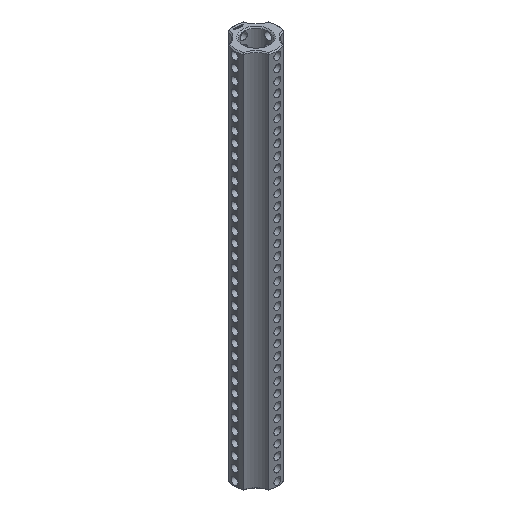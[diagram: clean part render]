
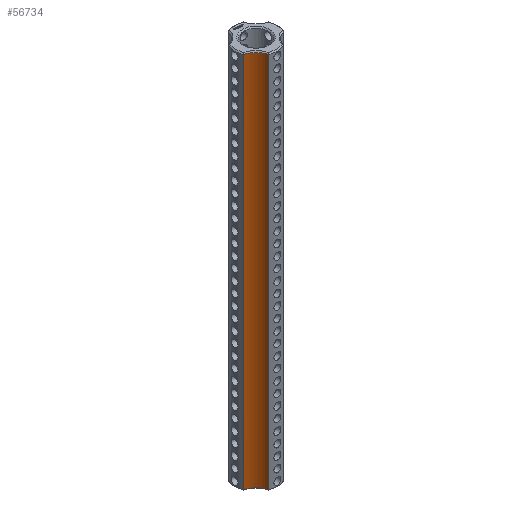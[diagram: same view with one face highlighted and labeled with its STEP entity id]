
A CAD part, isometric view. The second image highlights one B-rep face of the part: STEP entity #56734.
In plain terms, the highlighted cylindrical face has radius 5 mm (diameter 10 mm), a partial arc.
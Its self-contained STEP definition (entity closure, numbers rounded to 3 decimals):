
#7574 = CYLINDRICAL_SURFACE('',#7575,6.25);
#7575 = AXIS2_PLACEMENT_3D('',#7576,#7577,#7578);
#7576 = CARTESIAN_POINT('',(0.,0.,0.));
#7577 = DIRECTION('',(-0.,-0.,-1.));
#7578 = DIRECTION('',(1.,0.,0.));
#16135 = EDGE_CURVE('',#16136,#16138,#16140,.T.);
#16136 = VERTEX_POINT('',#16137);
#16137 = CARTESIAN_POINT('',(-2.225,-5.841,0.3));
#16138 = VERTEX_POINT('',#16139);
#16139 = CARTESIAN_POINT('',(-2.225,-5.841,109.075));
#16140 = SURFACE_CURVE('',#16141,(#16145,#16152),.PCURVE_S1.);
#16141 = LINE('',#16142,#16143);
#16142 = CARTESIAN_POINT('',(-2.225,-5.841,0.));
#16143 = VECTOR('',#16144,1.);
#16144 = DIRECTION('',(0.,0.,1.));
#16145 = PCURVE('',#7574,#16146);
#16146 = DEFINITIONAL_REPRESENTATION('',(#16147),#16151);
#16147 = LINE('',#16148,#16149);
#16148 = CARTESIAN_POINT('',(-4.348,0.));
#16149 = VECTOR('',#16150,1.);
#16150 = DIRECTION('',(-0.,-1.));
#16151 = ( GEOMETRIC_REPRESENTATION_CONTEXT(2) 
PARAMETRIC_REPRESENTATION_CONTEXT() REPRESENTATION_CONTEXT('2D SPACE',''
  ) );
#16152 = PCURVE('',#16153,#16158);
#16153 = CYLINDRICAL_SURFACE('',#16154,5.);
#16154 = AXIS2_PLACEMENT_3D('',#16155,#16156,#16157);
#16155 = CARTESIAN_POINT('',(-7.071,-7.071,0.));
#16156 = DIRECTION('',(-0.,-0.,-1.));
#16157 = DIRECTION('',(1.,0.,0.));
#16158 = DEFINITIONAL_REPRESENTATION('',(#16159),#16163);
#16159 = LINE('',#16160,#16161);
#16160 = CARTESIAN_POINT('',(-0.249,0.));
#16161 = VECTOR('',#16162,1.);
#16162 = DIRECTION('',(-0.,-1.));
#16163 = ( GEOMETRIC_REPRESENTATION_CONTEXT(2) 
PARAMETRIC_REPRESENTATION_CONTEXT() REPRESENTATION_CONTEXT('2D SPACE',''
  ) );
#22159 = CONICAL_SURFACE('',#22160,5.,0.785);
#22160 = AXIS2_PLACEMENT_3D('',#22161,#22162,#22163);
#22161 = CARTESIAN_POINT('',(-7.071,-7.071,0.3));
#22162 = DIRECTION('',(-0.,-0.,-1.));
#22163 = DIRECTION('',(0.969,0.246,0.));
#22391 = CONICAL_SURFACE('',#22392,5.,0.785);
#22392 = AXIS2_PLACEMENT_3D('',#22393,#22394,#22395);
#22393 = CARTESIAN_POINT('',(-7.071,-7.071,109.075));
#22394 = DIRECTION('',(0.,0.,1.));
#22395 = DIRECTION('',(0.969,0.246,0.));
#56734 = ADVANCED_FACE('',(#56735),#16153,.F.);
#56735 = FACE_BOUND('',#56736,.T.);
#56736 = EDGE_LOOP('',(#56737,#56738,#56762,#56790));
#56737 = ORIENTED_EDGE('',*,*,#16135,.T.);
#56738 = ORIENTED_EDGE('',*,*,#56739,.T.);
#56739 = EDGE_CURVE('',#16138,#56740,#56742,.T.);
#56740 = VERTEX_POINT('',#56741);
#56741 = CARTESIAN_POINT('',(-5.841,-2.225,109.075));
#56742 = SURFACE_CURVE('',#56743,(#56748,#56755),.PCURVE_S1.);
#56743 = CIRCLE('',#56744,5.);
#56744 = AXIS2_PLACEMENT_3D('',#56745,#56746,#56747);
#56745 = CARTESIAN_POINT('',(-7.071,-7.071,109.075));
#56746 = DIRECTION('',(0.,-0.,1.));
#56747 = DIRECTION('',(0.969,0.246,0.));
#56748 = PCURVE('',#16153,#56749);
#56749 = DEFINITIONAL_REPRESENTATION('',(#56750),#56754);
#56750 = LINE('',#56751,#56752);
#56751 = CARTESIAN_POINT('',(-0.249,-109.075));
#56752 = VECTOR('',#56753,1.);
#56753 = DIRECTION('',(-1.,0.));
#56754 = ( GEOMETRIC_REPRESENTATION_CONTEXT(2) 
PARAMETRIC_REPRESENTATION_CONTEXT() REPRESENTATION_CONTEXT('2D SPACE',''
  ) );
#56755 = PCURVE('',#22391,#56756);
#56756 = DEFINITIONAL_REPRESENTATION('',(#56757),#56761);
#56757 = LINE('',#56758,#56759);
#56758 = CARTESIAN_POINT('',(0.,0.));
#56759 = VECTOR('',#56760,1.);
#56760 = DIRECTION('',(1.,0.));
#56761 = ( GEOMETRIC_REPRESENTATION_CONTEXT(2) 
PARAMETRIC_REPRESENTATION_CONTEXT() REPRESENTATION_CONTEXT('2D SPACE',''
  ) );
#56762 = ORIENTED_EDGE('',*,*,#56763,.F.);
#56763 = EDGE_CURVE('',#56764,#56740,#56766,.T.);
#56764 = VERTEX_POINT('',#56765);
#56765 = CARTESIAN_POINT('',(-5.841,-2.225,0.3));
#56766 = SURFACE_CURVE('',#56767,(#56771,#56778),.PCURVE_S1.);
#56767 = LINE('',#56768,#56769);
#56768 = CARTESIAN_POINT('',(-5.841,-2.225,0.));
#56769 = VECTOR('',#56770,1.);
#56770 = DIRECTION('',(0.,0.,1.));
#56771 = PCURVE('',#16153,#56772);
#56772 = DEFINITIONAL_REPRESENTATION('',(#56773),#56777);
#56773 = LINE('',#56774,#56775);
#56774 = CARTESIAN_POINT('',(-1.322,0.));
#56775 = VECTOR('',#56776,1.);
#56776 = DIRECTION('',(-0.,-1.));
#56777 = ( GEOMETRIC_REPRESENTATION_CONTEXT(2) 
PARAMETRIC_REPRESENTATION_CONTEXT() REPRESENTATION_CONTEXT('2D SPACE',''
  ) );
#56778 = PCURVE('',#56779,#56784);
#56779 = CYLINDRICAL_SURFACE('',#56780,6.25);
#56780 = AXIS2_PLACEMENT_3D('',#56781,#56782,#56783);
#56781 = CARTESIAN_POINT('',(0.,0.,0.));
#56782 = DIRECTION('',(-0.,-0.,-1.));
#56783 = DIRECTION('',(1.,0.,0.));
#56784 = DEFINITIONAL_REPRESENTATION('',(#56785),#56789);
#56785 = LINE('',#56786,#56787);
#56786 = CARTESIAN_POINT('',(-3.506,0.));
#56787 = VECTOR('',#56788,1.);
#56788 = DIRECTION('',(-0.,-1.));
#56789 = ( GEOMETRIC_REPRESENTATION_CONTEXT(2) 
PARAMETRIC_REPRESENTATION_CONTEXT() REPRESENTATION_CONTEXT('2D SPACE',''
  ) );
#56790 = ORIENTED_EDGE('',*,*,#56791,.F.);
#56791 = EDGE_CURVE('',#16136,#56764,#56792,.T.);
#56792 = SURFACE_CURVE('',#56793,(#56798,#56805),.PCURVE_S1.);
#56793 = CIRCLE('',#56794,5.);
#56794 = AXIS2_PLACEMENT_3D('',#56795,#56796,#56797);
#56795 = CARTESIAN_POINT('',(-7.071,-7.071,0.3));
#56796 = DIRECTION('',(0.,-0.,1.));
#56797 = DIRECTION('',(0.969,0.246,0.));
#56798 = PCURVE('',#16153,#56799);
#56799 = DEFINITIONAL_REPRESENTATION('',(#56800),#56804);
#56800 = LINE('',#56801,#56802);
#56801 = CARTESIAN_POINT('',(-0.249,-0.3));
#56802 = VECTOR('',#56803,1.);
#56803 = DIRECTION('',(-1.,0.));
#56804 = ( GEOMETRIC_REPRESENTATION_CONTEXT(2) 
PARAMETRIC_REPRESENTATION_CONTEXT() REPRESENTATION_CONTEXT('2D SPACE',''
  ) );
#56805 = PCURVE('',#22159,#56806);
#56806 = DEFINITIONAL_REPRESENTATION('',(#56807),#56811);
#56807 = LINE('',#56808,#56809);
#56808 = CARTESIAN_POINT('',(-0.,0.));
#56809 = VECTOR('',#56810,1.);
#56810 = DIRECTION('',(-1.,0.));
#56811 = ( GEOMETRIC_REPRESENTATION_CONTEXT(2) 
PARAMETRIC_REPRESENTATION_CONTEXT() REPRESENTATION_CONTEXT('2D SPACE',''
  ) );
